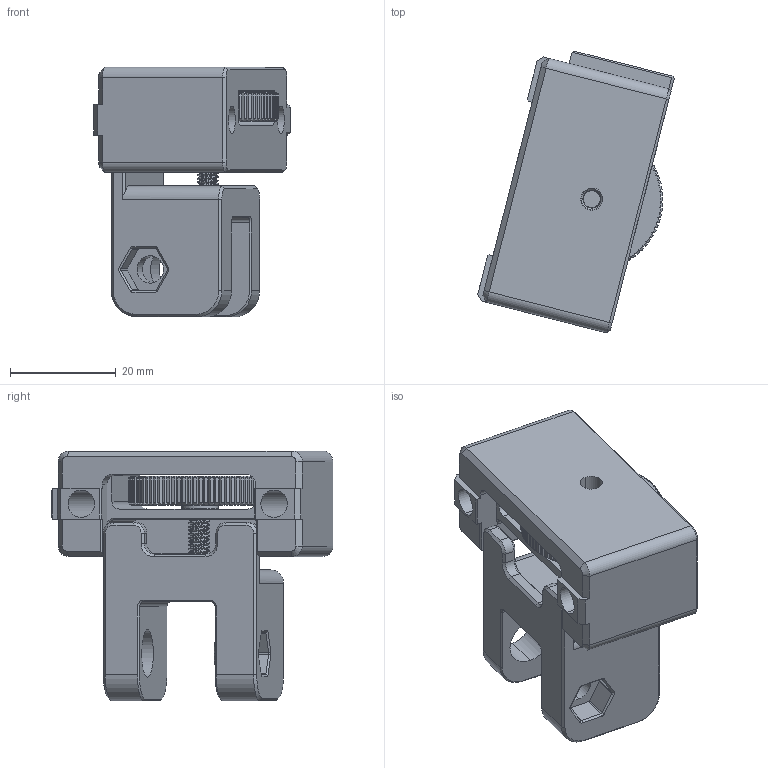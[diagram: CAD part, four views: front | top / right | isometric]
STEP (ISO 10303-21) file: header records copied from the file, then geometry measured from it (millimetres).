
FILE_DESCRIPTION (( 'STEP AP214' ), '1' );
FILE_NAME ('蚾饜极11.STEP', '2022-08-05T02:45:49', ( 'Windows User' ), ( 'P R C' ), 'SwSTEP 2.0', 'SolidWorks 2022', '' );
FILE_SCHEMA (( 'AUTOMOTIVE_DESIGN' ));
Length unit declared in the file: millimetre
Products named in the file (7): 4x7x2_X2_77f358a85c3c9f995e7357ab5708_X0__5_8; bracket; M4x16_X2_5916516d89d287ba6813_X0_; tensioner; square nuts--product grade c gb_GB_SPECIAL_TYPE12 M4-N; wheel1; 装配体11
Assembly tree (6 placements, depth 2):
  装配体11
    bracket
    tensioner
    M4x16_X2_5916516d89d287ba6813_X0_
    4x7x2_X2_77f358a85c3c9f995e7357ab5708_X0__5_8
    square nuts--product grade c gb_GB_SPECIAL_TYPE12 M4-N
    wheel1
Bounding box: 37.25 x 53.38 x 47.37 mm (x, y, z)
Volume: 26182.2 mm3; surface area: 14703 mm2
Topology: 6 solids, 6 shells, 772 faces, 1963 edges, 1206 vertices
Faces by surface type: plane 310, cone 219, cylinder 216, bspline 17, torus 10
Entity records: 31695 total; most frequent: CARTESIAN_POINT 9662, ORIENTED_EDGE 3922, DIRECTION 3617, EDGE_CURVE 1961, AXIS2_PLACEMENT_3D 1350, VERTEX_POINT 1206, VECTOR 917, LINE 917
